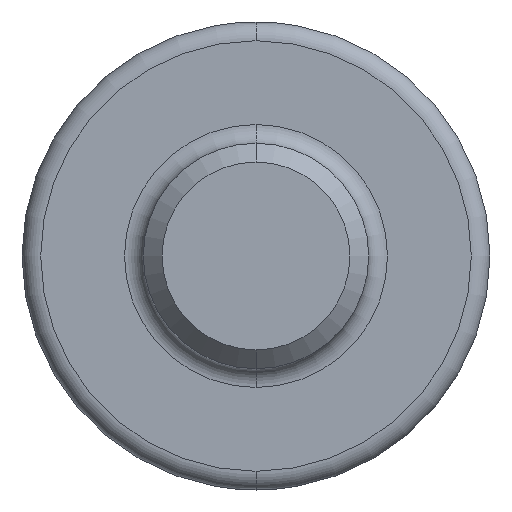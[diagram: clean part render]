
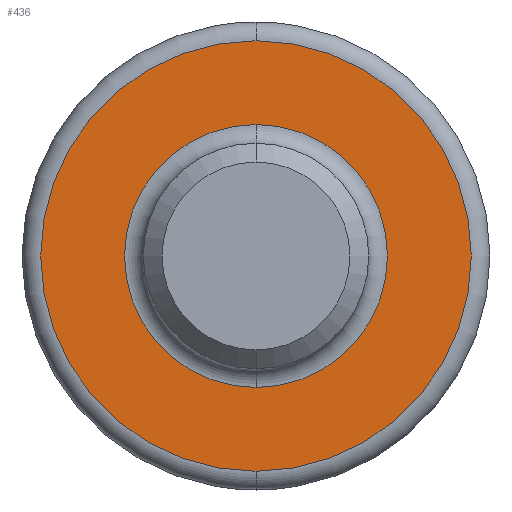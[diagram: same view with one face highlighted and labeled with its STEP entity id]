
A CAD part, front view. The second image highlights one B-rep face of the part: STEP entity #436.
In plain terms, the highlighted planar face has unit normal (0, -1, 0).
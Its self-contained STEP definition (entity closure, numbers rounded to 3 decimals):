
#25 = CARTESIAN_POINT ( 'NONE',  ( 12.5, 35., 0. ) ) ;
#35 = AXIS2_PLACEMENT_3D ( 'NONE', #377, #144, #698 ) ;
#103 = FACE_OUTER_BOUND ( 'NONE', #148, .T. ) ;
#144 = DIRECTION ( 'NONE',  ( 0., 1., 0. ) ) ;
#147 = CARTESIAN_POINT ( 'NONE',  ( 0., 35., 0. ) ) ;
#148 = EDGE_LOOP ( 'NONE', ( #886, #468 ) ) ;
#149 = CARTESIAN_POINT ( 'NONE',  ( 0., 35., 11.456 ) ) ;
#150 = EDGE_CURVE ( 'NONE', #825, #743, #965, .T. ) ;
#162 = CARTESIAN_POINT ( 'NONE',  ( 0., 35., 0. ) ) ;
#165 = CIRCLE ( 'NONE', #747, 11.456 ) ;
#169 = EDGE_CURVE ( 'NONE', #743, #825, #165, .T. ) ;
#176 = DIRECTION ( 'NONE',  ( 0., 1., 0. ) ) ;
#233 = CIRCLE ( 'NONE', #317, 7. ) ;
#276 = EDGE_CURVE ( 'NONE', #529, #693, #233, .T. ) ;
#317 = AXIS2_PLACEMENT_3D ( 'NONE', #770, #918, #754 ) ;
#338 = PLANE ( 'NONE',  #766 ) ;
#347 = DIRECTION ( 'NONE',  ( 0., 0., 1. ) ) ;
#377 = CARTESIAN_POINT ( 'NONE',  ( 0., 35., 0. ) ) ;
#392 = DIRECTION ( 'NONE',  ( 0., -1., 0. ) ) ;
#403 = CARTESIAN_POINT ( 'NONE',  ( 0., 35., -7. ) ) ;
#436 = ADVANCED_FACE ( 'NONE', ( #902, #103 ), #338, .F. ) ;
#459 = DIRECTION ( 'NONE',  ( 0., -1., 0. ) ) ;
#464 = DIRECTION ( 'NONE',  ( 0., 0., 1. ) ) ;
#468 = ORIENTED_EDGE ( 'NONE', *, *, #150, .T. ) ;
#529 = VERTEX_POINT ( 'NONE', #403 ) ;
#551 = EDGE_LOOP ( 'NONE', ( #756, #633 ) ) ;
#618 = CARTESIAN_POINT ( 'NONE',  ( 0., 35., -11.456 ) ) ;
#633 = ORIENTED_EDGE ( 'NONE', *, *, #276, .T. ) ;
#658 = AXIS2_PLACEMENT_3D ( 'NONE', #162, #392, #464 ) ;
#693 = VERTEX_POINT ( 'NONE', #869 ) ;
#698 = DIRECTION ( 'NONE',  ( 0., 0., 1. ) ) ;
#743 = VERTEX_POINT ( 'NONE', #149 ) ;
#747 = AXIS2_PLACEMENT_3D ( 'NONE', #147, #459, #871 ) ;
#754 = DIRECTION ( 'NONE',  ( 0., 0., 1. ) ) ;
#756 = ORIENTED_EDGE ( 'NONE', *, *, #816, .T. ) ;
#761 = CIRCLE ( 'NONE', #35, 7. ) ;
#766 = AXIS2_PLACEMENT_3D ( 'NONE', #25, #176, #347 ) ;
#770 = CARTESIAN_POINT ( 'NONE',  ( 0., 35., 0. ) ) ;
#816 = EDGE_CURVE ( 'NONE', #693, #529, #761, .T. ) ;
#825 = VERTEX_POINT ( 'NONE', #618 ) ;
#869 = CARTESIAN_POINT ( 'NONE',  ( 0., 35., 7. ) ) ;
#871 = DIRECTION ( 'NONE',  ( 0., 0., 1. ) ) ;
#886 = ORIENTED_EDGE ( 'NONE', *, *, #169, .T. ) ;
#902 = FACE_BOUND ( 'NONE', #551, .T. ) ;
#918 = DIRECTION ( 'NONE',  ( 0., 1., 0. ) ) ;
#965 = CIRCLE ( 'NONE', #658, 11.456 ) ;
